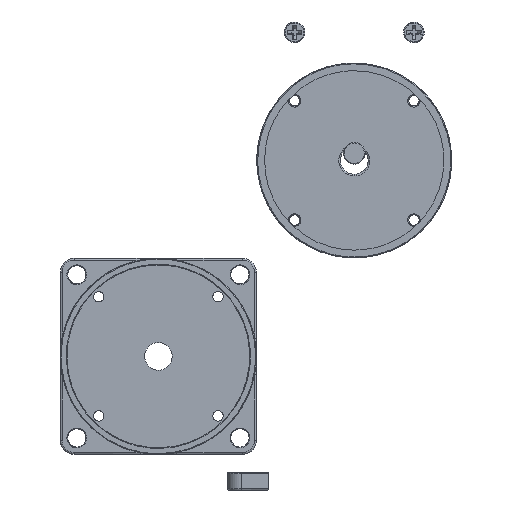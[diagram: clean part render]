
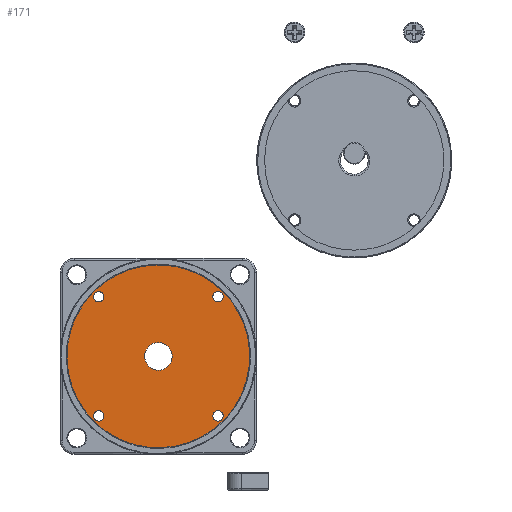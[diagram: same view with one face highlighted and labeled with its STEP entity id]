
A CAD part, front view. The second image highlights one B-rep face of the part: STEP entity #171.
In plain terms, the highlighted planar face has unit normal (0, -1, 0).
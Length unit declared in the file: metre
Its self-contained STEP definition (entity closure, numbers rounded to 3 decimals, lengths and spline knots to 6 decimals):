
#22=PLANE('',#23);
#23=AXIS2_PLACEMENT_3D('',#24,#25,#26);
#24=CARTESIAN_POINT('',(-0.0528,0.0,-0.004));
#25=DIRECTION('',(0.0,-1.0,0.0));
#26=DIRECTION('',(0.0,0.0,-1.0));
#169=FACE_BOUND('',#172,.T.);
#170=CARTESIAN_POINT('',(-0.011114,0.0,-0.012614));
#171=ADVANCED_FACE('',(#169,#185,#199,#213,#227,#241),#22,.T.);
#172=EDGE_LOOP('',(#173));
#173=ORIENTED_EDGE('',*,*,#174,.F.);
#174=EDGE_CURVE('',#175,#175,#177,.T.);
#175=VERTEX_POINT('fictive',#176);
#176=CARTESIAN_POINT('',(-0.011114,0.0,-0.012614));
#177=(B_SPLINE_CURVE(3,(#170,#178,#179,#180,#181,#182,#183),.UNSPECIFIED.,
  .T.,.U.)B_SPLINE_CURVE_WITH_KNOTS((4,3,4),(0.0,0.5,1.0),.UNSPECIFIED.)BOUNDED_CURVE(
  )CURVE()GEOMETRIC_REPRESENTATION_ITEM()RATIONAL_B_SPLINE_CURVE((1.0,
  0.333,0.333,1.0,0.333,
  0.333,1.0))REPRESENTATION_ITEM(''));
#178=CARTESIAN_POINT('',(-0.008114,0.0,-0.012614));
#179=CARTESIAN_POINT('',(-0.008114,0.0,-0.009614));
#180=CARTESIAN_POINT('',(-0.011114,0.0,-0.009614));
#181=CARTESIAN_POINT('',(-0.014114,0.0,-0.009614));
#182=CARTESIAN_POINT('',(-0.014114,0.0,-0.012614));
#183=CARTESIAN_POINT('',(-0.011114,0.0,-0.012614));
#184=CARTESIAN_POINT('',(-0.011114,0.0,-0.047186));
#185=FACE_BOUND('',#186,.T.);
#186=EDGE_LOOP('',(#187));
#187=ORIENTED_EDGE('',*,*,#188,.F.);
#188=EDGE_CURVE('',#189,#189,#191,.T.);
#189=VERTEX_POINT('fictive',#190);
#190=CARTESIAN_POINT('',(-0.011114,0.0,-0.047186));
#191=(B_SPLINE_CURVE(3,(#184,#192,#193,#194,#195,#196,#197),.UNSPECIFIED.,
  .T.,.U.)B_SPLINE_CURVE_WITH_KNOTS((4,3,4),(0.0,0.5,1.0),.UNSPECIFIED.)BOUNDED_CURVE(
  )CURVE()GEOMETRIC_REPRESENTATION_ITEM()RATIONAL_B_SPLINE_CURVE((1.0,
  0.333,0.333,1.0,0.333,
  0.333,1.0))REPRESENTATION_ITEM(''));
#192=CARTESIAN_POINT('',(-0.008114,0.0,-0.047186));
#193=CARTESIAN_POINT('',(-0.008114,0.0,-0.044186));
#194=CARTESIAN_POINT('',(-0.011114,0.0,-0.044186));
#195=CARTESIAN_POINT('',(-0.014114,0.0,-0.044186));
#196=CARTESIAN_POINT('',(-0.014114,0.0,-0.047186));
#197=CARTESIAN_POINT('',(-0.011114,0.0,-0.047186));
#198=CARTESIAN_POINT('',(-0.045686,0.0,-0.047186));
#199=FACE_BOUND('',#200,.T.);
#200=EDGE_LOOP('',(#201));
#201=ORIENTED_EDGE('',*,*,#202,.F.);
#202=EDGE_CURVE('',#203,#203,#205,.T.);
#203=VERTEX_POINT('fictive',#204);
#204=CARTESIAN_POINT('',(-0.045686,0.0,-0.047186));
#205=(B_SPLINE_CURVE(3,(#198,#206,#207,#208,#209,#210,#211),.UNSPECIFIED.,
  .T.,.U.)B_SPLINE_CURVE_WITH_KNOTS((4,3,4),(0.0,0.5,1.0),.UNSPECIFIED.)BOUNDED_CURVE(
  )CURVE()GEOMETRIC_REPRESENTATION_ITEM()RATIONAL_B_SPLINE_CURVE((1.0,
  0.333,0.333,1.0,0.333,
  0.333,1.0))REPRESENTATION_ITEM(''));
#206=CARTESIAN_POINT('',(-0.042686,0.0,-0.047186));
#207=CARTESIAN_POINT('',(-0.042686,0.0,-0.044186));
#208=CARTESIAN_POINT('',(-0.045686,0.0,-0.044186));
#209=CARTESIAN_POINT('',(-0.048686,0.0,-0.044186));
#210=CARTESIAN_POINT('',(-0.048686,0.0,-0.047186));
#211=CARTESIAN_POINT('',(-0.045686,0.0,-0.047186));
#212=CARTESIAN_POINT('',(-0.045686,0.0,-0.012614));
#213=FACE_BOUND('',#214,.T.);
#214=EDGE_LOOP('',(#215));
#215=ORIENTED_EDGE('',*,*,#216,.F.);
#216=EDGE_CURVE('',#217,#217,#219,.T.);
#217=VERTEX_POINT('fictive',#218);
#218=CARTESIAN_POINT('',(-0.045686,0.0,-0.012614));
#219=(B_SPLINE_CURVE(3,(#212,#220,#221,#222,#223,#224,#225),.UNSPECIFIED.,
  .T.,.U.)B_SPLINE_CURVE_WITH_KNOTS((4,3,4),(0.0,0.5,1.0),.UNSPECIFIED.)BOUNDED_CURVE(
  )CURVE()GEOMETRIC_REPRESENTATION_ITEM()RATIONAL_B_SPLINE_CURVE((1.0,
  0.333,0.333,1.0,0.333,
  0.333,1.0))REPRESENTATION_ITEM(''));
#220=CARTESIAN_POINT('',(-0.042686,0.0,-0.012614));
#221=CARTESIAN_POINT('',(-0.042686,0.0,-0.009614));
#222=CARTESIAN_POINT('',(-0.045686,0.0,-0.009614));
#223=CARTESIAN_POINT('',(-0.048686,0.0,-0.009614));
#224=CARTESIAN_POINT('',(-0.048686,0.0,-0.012614));
#225=CARTESIAN_POINT('',(-0.045686,0.0,-0.012614));
#226=CARTESIAN_POINT('',(-0.0284,0.0,-0.0244));
#227=FACE_BOUND('',#228,.T.);
#228=EDGE_LOOP('',(#229));
#229=ORIENTED_EDGE('',*,*,#230,.T.);
#230=EDGE_CURVE('',#231,#231,#233,.T.);
#231=VERTEX_POINT('fictive',#232);
#232=CARTESIAN_POINT('',(-0.0284,0.0,-0.0244));
#233=(B_SPLINE_CURVE(3,(#226,#234,#235,#236,#237,#238,#239),.UNSPECIFIED.,
  .T.,.U.)B_SPLINE_CURVE_WITH_KNOTS((4,3,4),(0.0,0.5,1.0),.UNSPECIFIED.)BOUNDED_CURVE(
  )CURVE()GEOMETRIC_REPRESENTATION_ITEM()RATIONAL_B_SPLINE_CURVE((1.0,
  0.333,0.333,1.0,0.333,
  0.333,1.0))REPRESENTATION_ITEM(''));
#234=CARTESIAN_POINT('',(-0.0204,0.0,-0.0244));
#235=CARTESIAN_POINT('',(-0.0204,0.0,-0.0324));
#236=CARTESIAN_POINT('',(-0.0284,0.0,-0.0324));
#237=CARTESIAN_POINT('',(-0.0364,0.0,-0.0324));
#238=CARTESIAN_POINT('',(-0.0364,0.0,-0.0244));
#239=CARTESIAN_POINT('',(-0.0284,0.0,-0.0244));
#240=CARTESIAN_POINT('',(-0.0284,0.0,-0.0549));
#241=FACE_OUTER_BOUND('',#242,.T.);
#242=EDGE_LOOP('',(#243));
#243=ORIENTED_EDGE('',*,*,#244,.T.);
#244=EDGE_CURVE('',#245,#245,#247,.T.);
#245=VERTEX_POINT('fictive',#246);
#246=CARTESIAN_POINT('',(-0.0284,0.0,-0.0549));
#247=(B_SPLINE_CURVE(3,(#240,#248,#249,#250,#251,#252,#253),.UNSPECIFIED.,
  .T.,.U.)B_SPLINE_CURVE_WITH_KNOTS((4,3,4),(0.0,0.5,1.0),.UNSPECIFIED.)BOUNDED_CURVE(
  )CURVE()GEOMETRIC_REPRESENTATION_ITEM()RATIONAL_B_SPLINE_CURVE((1.0,
  0.333,0.333,1.0,0.333,
  0.333,1.0))REPRESENTATION_ITEM(''));
#248=CARTESIAN_POINT('',(0.0246,0.0,-0.0549));
#249=CARTESIAN_POINT('',(0.0246,0.0,-0.0019));
#250=CARTESIAN_POINT('',(-0.0284,0.0,-0.0019));
#251=CARTESIAN_POINT('',(-0.0814,0.0,-0.0019));
#252=CARTESIAN_POINT('',(-0.0814,0.0,-0.0549));
#253=CARTESIAN_POINT('',(-0.0284,0.0,-0.0549));
